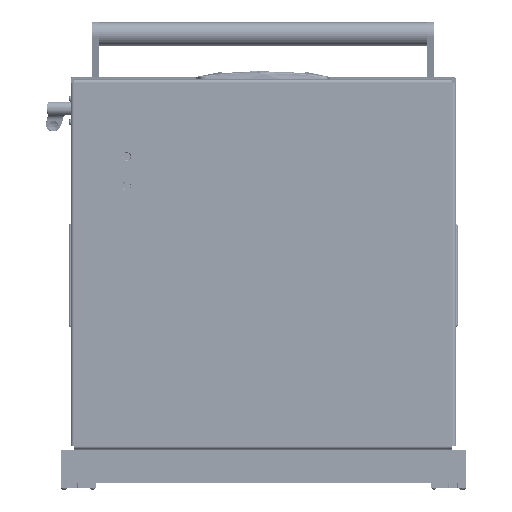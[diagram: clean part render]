
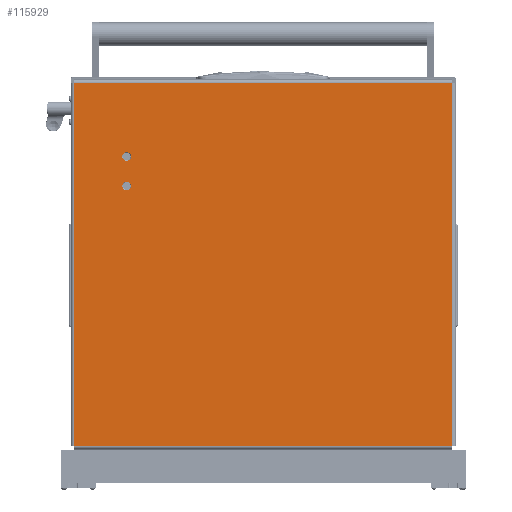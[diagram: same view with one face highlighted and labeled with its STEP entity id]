
A CAD part, front view. The second image highlights one B-rep face of the part: STEP entity #115929.
In plain terms, the highlighted face is planar.
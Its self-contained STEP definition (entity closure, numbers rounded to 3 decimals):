
#2262 = CARTESIAN_POINT ( 'NONE',  ( 95.2, 389., 0. ) ) ;
#3654 = CIRCLE ( 'NONE', #82735, 5.2 ) ;
#5220 = DIRECTION ( 'NONE',  ( 0., 0., -1. ) ) ;
#6422 = LINE ( 'NONE', #64740, #94422 ) ;
#7917 = EDGE_LOOP ( 'NONE', ( #127503, #37793 ) ) ;
#11016 = LINE ( 'NONE', #40392, #40882 ) ;
#11976 = AXIS2_PLACEMENT_3D ( 'NONE', #64043, #115079, #24864 ) ;
#12896 = DIRECTION ( 'NONE',  ( -1., 0., 0. ) ) ;
#14926 = VERTEX_POINT ( 'NONE', #73892 ) ;
#15813 = CARTESIAN_POINT ( 'NONE',  ( 125., 389., 0. ) ) ;
#18121 = CIRCLE ( 'NONE', #11976, 5.2 ) ;
#18610 = VERTEX_POINT ( 'NONE', #2262 ) ;
#20371 = CARTESIAN_POINT ( 'NONE',  ( 2., 452., 0. ) ) ;
#24408 = CARTESIAN_POINT ( 'NONE',  ( 84.8, 389., 0. ) ) ;
#24864 = DIRECTION ( 'NONE',  ( -1., 0., 0. ) ) ;
#25514 = EDGE_CURVE ( 'NONE', #45752, #59805, #6422, .T. ) ;
#28525 = ORIENTED_EDGE ( 'NONE', *, *, #89727, .F. ) ;
#28970 = EDGE_CURVE ( 'NONE', #59805, #86316, #59510, .T. ) ;
#29908 = EDGE_CURVE ( 'NONE', #14926, #45752, #105802, .T. ) ;
#34640 = CARTESIAN_POINT ( 'NONE',  ( 0., 452., 0. ) ) ;
#35933 = CARTESIAN_POINT ( 'NONE',  ( 436., 0., 0. ) ) ;
#36547 = CIRCLE ( 'NONE', #107178, 5.2 ) ;
#37224 = ORIENTED_EDGE ( 'NONE', *, *, #29908, .T. ) ;
#37793 = ORIENTED_EDGE ( 'NONE', *, *, #127800, .F. ) ;
#40392 = CARTESIAN_POINT ( 'NONE',  ( 0., 452., 0. ) ) ;
#40882 = VECTOR ( 'NONE', #130153, 1000. ) ;
#44776 = DIRECTION ( 'NONE',  ( 0., 0., -1. ) ) ;
#45752 = VERTEX_POINT ( 'NONE', #35933 ) ;
#47873 = CARTESIAN_POINT ( 'NONE',  ( 125., 389., 0. ) ) ;
#49507 = CARTESIAN_POINT ( 'NONE',  ( 436., 452., 0. ) ) ;
#51009 = CARTESIAN_POINT ( 'NONE',  ( 90., 389., 0. ) ) ;
#56663 = DIRECTION ( 'NONE',  ( -1., 0., 0. ) ) ;
#59106 = VERTEX_POINT ( 'NONE', #94886 ) ;
#59510 = LINE ( 'NONE', #125819, #73592 ) ;
#59805 = VERTEX_POINT ( 'NONE', #79389 ) ;
#64043 = CARTESIAN_POINT ( 'NONE',  ( 90., 389., 0. ) ) ;
#64740 = CARTESIAN_POINT ( 'NONE',  ( 436., 0., 0. ) ) ;
#67592 = VERTEX_POINT ( 'NONE', #24408 ) ;
#68303 = FACE_BOUND ( 'NONE', #89931, .T. ) ;
#69485 = VERTEX_POINT ( 'NONE', #115007 ) ;
#70126 = AXIS2_PLACEMENT_3D ( 'NONE', #15813, #44776, #56663 ) ;
#73592 = VECTOR ( 'NONE', #73900, 1000. ) ;
#73892 = CARTESIAN_POINT ( 'NONE',  ( 436., 452., 0. ) ) ;
#73900 = DIRECTION ( 'NONE',  ( 0., 1., 0. ) ) ;
#77749 = DIRECTION ( 'NONE',  ( -1., 0., 0. ) ) ;
#79389 = CARTESIAN_POINT ( 'NONE',  ( 2., 0., 0. ) ) ;
#79862 = CIRCLE ( 'NONE', #70126, 5.2 ) ;
#81518 = EDGE_CURVE ( 'NONE', #67592, #18610, #18121, .T. ) ;
#82164 = DIRECTION ( 'NONE',  ( 0., 0., -1. ) ) ;
#82735 = AXIS2_PLACEMENT_3D ( 'NONE', #51009, #82164, #91465 ) ;
#85579 = EDGE_LOOP ( 'NONE', ( #128693, #98289, #103597, #37224 ) ) ;
#86316 = VERTEX_POINT ( 'NONE', #20371 ) ;
#88588 = EDGE_CURVE ( 'NONE', #14926, #86316, #11016, .T. ) ;
#89727 = EDGE_CURVE ( 'NONE', #69485, #59106, #79862, .T. ) ;
#89931 = EDGE_LOOP ( 'NONE', ( #28525, #102130 ) ) ;
#91465 = DIRECTION ( 'NONE',  ( -1., 0., 0. ) ) ;
#94422 = VECTOR ( 'NONE', #12896, 1000. ) ;
#94886 = CARTESIAN_POINT ( 'NONE',  ( 130.2, 389., 0. ) ) ;
#97566 = EDGE_CURVE ( 'NONE', #59106, #69485, #36547, .T. ) ;
#97567 = DIRECTION ( 'NONE',  ( 0., 0., -1. ) ) ;
#98289 = ORIENTED_EDGE ( 'NONE', *, *, #28970, .T. ) ;
#102130 = ORIENTED_EDGE ( 'NONE', *, *, #97566, .F. ) ;
#103597 = ORIENTED_EDGE ( 'NONE', *, *, #88588, .F. ) ;
#105802 = LINE ( 'NONE', #49507, #123050 ) ;
#106116 = FACE_OUTER_BOUND ( 'NONE', #85579, .T. ) ;
#107178 = AXIS2_PLACEMENT_3D ( 'NONE', #47873, #97567, #77749 ) ;
#107763 = FACE_BOUND ( 'NONE', #7917, .T. ) ;
#115007 = CARTESIAN_POINT ( 'NONE',  ( 119.8, 389., 0. ) ) ;
#115079 = DIRECTION ( 'NONE',  ( 0., 0., -1. ) ) ;
#115195 = DIRECTION ( 'NONE',  ( -1., 0., 0. ) ) ;
#115633 = PLANE ( 'NONE',  #128017 ) ;
#115929 = ADVANCED_FACE ( 'NONE', ( #107763, #68303, #106116 ), #115633, .T. ) ;
#119919 = DIRECTION ( 'NONE',  ( 0., -1., 0. ) ) ;
#123050 = VECTOR ( 'NONE', #119919, 1000. ) ;
#125819 = CARTESIAN_POINT ( 'NONE',  ( 2., 0., 0. ) ) ;
#127503 = ORIENTED_EDGE ( 'NONE', *, *, #81518, .F. ) ;
#127800 = EDGE_CURVE ( 'NONE', #18610, #67592, #3654, .T. ) ;
#128017 = AXIS2_PLACEMENT_3D ( 'NONE', #34640, #5220, #115195 ) ;
#128693 = ORIENTED_EDGE ( 'NONE', *, *, #25514, .T. ) ;
#130153 = DIRECTION ( 'NONE',  ( -1., 0., 0. ) ) ;
